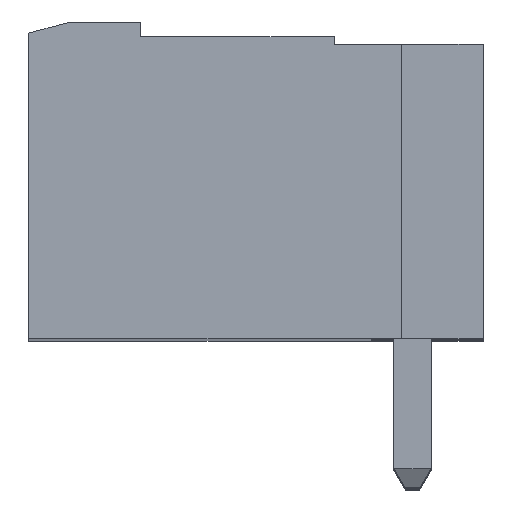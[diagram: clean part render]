
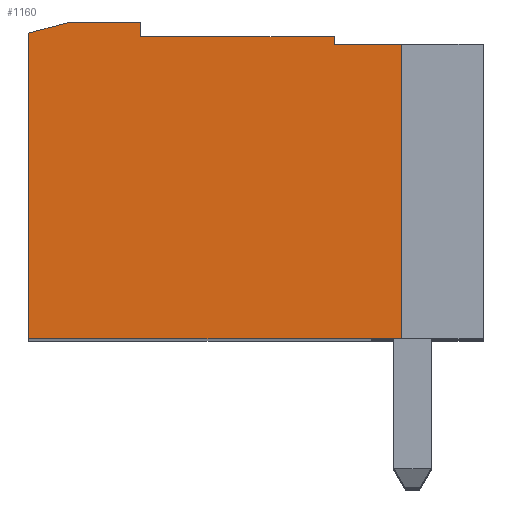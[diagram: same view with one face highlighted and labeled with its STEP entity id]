
A CAD part, top view. The second image highlights one B-rep face of the part: STEP entity #1160.
In plain terms, the highlighted planar face has unit normal (0, 0, 1).
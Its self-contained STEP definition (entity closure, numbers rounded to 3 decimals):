
#1160 = ADVANCED_FACE( '', ( #2348 ), #2349, .T. );
#2348 = FACE_OUTER_BOUND( '', #3554, .T. );
#2349 = PLANE( '', #3555 );
#3554 = EDGE_LOOP( '', ( #7032, #7033, #7034, #7035, #7036, #7037, #7038, #7039, #7040 ) );
#3555 = AXIS2_PLACEMENT_3D( '', #7041, #7042, #7043 );
#7032 = ORIENTED_EDGE( '', *, *, #7961, .F. );
#7033 = ORIENTED_EDGE( '', *, *, #8135, .F. );
#7034 = ORIENTED_EDGE( '', *, *, #8369, .F. );
#7035 = ORIENTED_EDGE( '', *, *, #7322, .F. );
#7036 = ORIENTED_EDGE( '', *, *, #8397, .F. );
#7037 = ORIENTED_EDGE( '', *, *, #8489, .F. );
#7038 = ORIENTED_EDGE( '', *, *, #8031, .F. );
#7039 = ORIENTED_EDGE( '', *, *, #7751, .F. );
#7040 = ORIENTED_EDGE( '', *, *, #8531, .F. );
#7041 = CARTESIAN_POINT( '', ( 204.225, 204.11, 31.48 ) );
#7042 = DIRECTION( '', ( 0., 0., 1. ) );
#7043 = DIRECTION( '', ( 0., 1., 0. ) );
#7322 = EDGE_CURVE( '', #8831, #8834, #8835, .T. );
#7751 = EDGE_CURVE( '', #9539, #9534, #9541, .T. );
#7961 = EDGE_CURVE( '', #9853, #9855, #9856, .T. );
#8031 = EDGE_CURVE( '', #9534, #9957, #9958, .T. );
#8135 = EDGE_CURVE( '', #10102, #9853, #10105, .T. );
#8369 = EDGE_CURVE( '', #8834, #10102, #10396, .T. );
#8397 = EDGE_CURVE( '', #10425, #8831, #10427, .T. );
#8489 = EDGE_CURVE( '', #9957, #10425, #10526, .T. );
#8531 = EDGE_CURVE( '', #9855, #9539, #10569, .T. );
#8831 = VERTEX_POINT( '', #10989 );
#8834 = VERTEX_POINT( '', #10993 );
#8835 = LINE( '', #10994, #10995 );
#9534 = VERTEX_POINT( '', #12015 );
#9539 = VERTEX_POINT( '', #12022 );
#9541 = LINE( '', #12025, #12026 );
#9853 = VERTEX_POINT( '', #12502 );
#9855 = VERTEX_POINT( '', #12505 );
#9856 = LINE( '', #12506, #12507 );
#9957 = VERTEX_POINT( '', #12664 );
#9958 = LINE( '', #12665, #12666 );
#10102 = VERTEX_POINT( '', #12893 );
#10105 = LINE( '', #12897, #12898 );
#10396 = LINE( '', #13336, #13337 );
#10425 = VERTEX_POINT( '', #13383 );
#10427 = LINE( '', #13386, #13387 );
#10526 = LINE( '', #13525, #13526 );
#10569 = LINE( '', #13584, #13585 );
#10989 = CARTESIAN_POINT( '', ( 202.425, 204.31, 31.48 ) );
#10993 = CARTESIAN_POINT( '', ( 202.425, 204.11, 31.48 ) );
#10994 = CARTESIAN_POINT( '', ( 202.425, 204.11, 31.48 ) );
#10995 = VECTOR( '', #13751, 1000. );
#12015 = CARTESIAN_POINT( '', ( 195.345, 204.71, 31.48 ) );
#12022 = CARTESIAN_POINT( '', ( 194.225, 204.41, 31.48 ) );
#12025 = CARTESIAN_POINT( '', ( 195.345, 204.71, 31.48 ) );
#12026 = VECTOR( '', #14133, 1000. );
#12502 = CARTESIAN_POINT( '', ( 204.225, 196.21, 31.48 ) );
#12505 = CARTESIAN_POINT( '', ( 194.225, 196.21, 31.48 ) );
#12506 = CARTESIAN_POINT( '', ( 194.225, 196.21, 31.48 ) );
#12507 = VECTOR( '', #14299, 1000. );
#12664 = CARTESIAN_POINT( '', ( 197.225, 204.71, 31.48 ) );
#12665 = CARTESIAN_POINT( '', ( 197.225, 204.71, 31.48 ) );
#12666 = VECTOR( '', #14356, 1000. );
#12893 = CARTESIAN_POINT( '', ( 204.225, 204.11, 31.48 ) );
#12897 = CARTESIAN_POINT( '', ( 204.225, 196.21, 31.48 ) );
#12898 = VECTOR( '', #14432, 1000. );
#13336 = CARTESIAN_POINT( '', ( 204.225, 204.11, 31.48 ) );
#13337 = VECTOR( '', #14595, 1000. );
#13383 = CARTESIAN_POINT( '', ( 197.225, 204.31, 31.48 ) );
#13386 = CARTESIAN_POINT( '', ( 202.425, 204.31, 31.48 ) );
#13387 = VECTOR( '', #14620, 1000. );
#13525 = CARTESIAN_POINT( '', ( 197.225, 204.31, 31.48 ) );
#13526 = VECTOR( '', #14681, 1000. );
#13584 = CARTESIAN_POINT( '', ( 194.225, 204.41, 31.48 ) );
#13585 = VECTOR( '', #14700, 1000. );
#13751 = DIRECTION( '', ( 0., -1., 0. ) );
#14133 = DIRECTION( '', ( 0.966, 0.259, 0. ) );
#14299 = DIRECTION( '', ( -1., 0., 0. ) );
#14356 = DIRECTION( '', ( 1., 0., 0. ) );
#14432 = DIRECTION( '', ( 0., -1., 0. ) );
#14595 = DIRECTION( '', ( 1., 0., 0. ) );
#14620 = DIRECTION( '', ( 1., 0., 0. ) );
#14681 = DIRECTION( '', ( 0., -1., 0. ) );
#14700 = DIRECTION( '', ( 0., 1., 0. ) );
